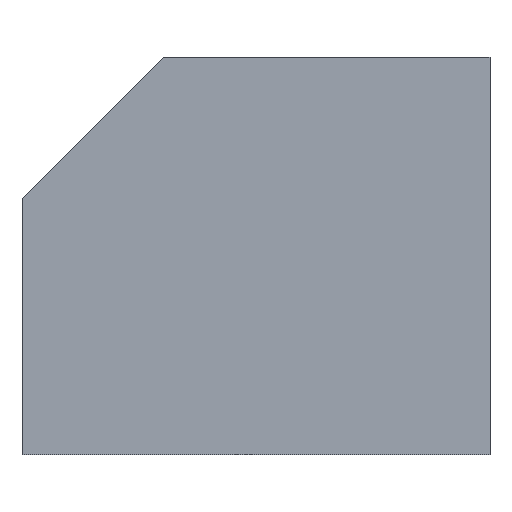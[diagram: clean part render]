
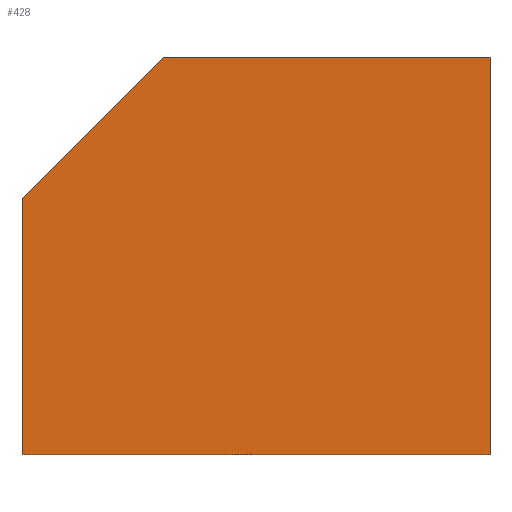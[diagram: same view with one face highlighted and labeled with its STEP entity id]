
A CAD part, front view. The second image highlights one B-rep face of the part: STEP entity #428.
In plain terms, the highlighted planar face has unit normal (0, -1, 0).
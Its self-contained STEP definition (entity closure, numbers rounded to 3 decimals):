
#13 = CARTESIAN_POINT ( 'NONE',  ( 22., 0., 62. ) ) ;
#14 = VERTEX_POINT ( 'NONE', #312 ) ;
#34 = CARTESIAN_POINT ( 'NONE',  ( 73., 0., 62. ) ) ;
#36 = LINE ( 'NONE', #13, #305 ) ;
#51 = LINE ( 'NONE', #34, #345 ) ;
#65 = VECTOR ( 'NONE', #100, 1000. ) ;
#76 = CARTESIAN_POINT ( 'NONE',  ( 0., 0., 0. ) ) ;
#89 = ORIENTED_EDGE ( 'NONE', *, *, #389, .F. ) ;
#99 = EDGE_CURVE ( 'NONE', #517, #452, #106, .T. ) ;
#100 = DIRECTION ( 'NONE',  ( 0., 0., -1. ) ) ;
#106 = LINE ( 'NONE', #193, #65 ) ;
#114 = VERTEX_POINT ( 'NONE', #145 ) ;
#144 = EDGE_CURVE ( 'NONE', #14, #517, #36, .T. ) ;
#145 = CARTESIAN_POINT ( 'NONE',  ( 73., 0., 0. ) ) ;
#152 = EDGE_CURVE ( 'NONE', #452, #114, #501, .T. ) ;
#171 = CARTESIAN_POINT ( 'NONE',  ( 0., 0., 62. ) ) ;
#193 = CARTESIAN_POINT ( 'NONE',  ( 0., 0., 62. ) ) ;
#217 = ORIENTED_EDGE ( 'NONE', *, *, #339, .F. ) ;
#220 = LINE ( 'NONE', #423, #282 ) ;
#224 = VERTEX_POINT ( 'NONE', #494 ) ;
#255 = DIRECTION ( 'NONE',  ( 1., 0., 0. ) ) ;
#282 = VECTOR ( 'NONE', #255, 1000. ) ;
#293 = DIRECTION ( 'NONE',  ( 0., 0., 1. ) ) ;
#299 = ORIENTED_EDGE ( 'NONE', *, *, #144, .T. ) ;
#305 = VECTOR ( 'NONE', #532, 1000. ) ;
#312 = CARTESIAN_POINT ( 'NONE',  ( 22., 0., 62. ) ) ;
#339 = EDGE_CURVE ( 'NONE', #224, #114, #51, .T. ) ;
#345 = VECTOR ( 'NONE', #415, 1000. ) ;
#364 = DIRECTION ( 'NONE',  ( 1., 0., 0. ) ) ;
#388 = VECTOR ( 'NONE', #364, 1000. ) ;
#389 = EDGE_CURVE ( 'NONE', #14, #224, #220, .T. ) ;
#415 = DIRECTION ( 'NONE',  ( 0., 0., -1. ) ) ;
#420 = PLANE ( 'NONE',  #518 ) ;
#423 = CARTESIAN_POINT ( 'NONE',  ( 0., 0., 62. ) ) ;
#424 = ORIENTED_EDGE ( 'NONE', *, *, #152, .T. ) ;
#427 = FACE_OUTER_BOUND ( 'NONE', #457, .T. ) ;
#428 = ADVANCED_FACE ( 'NONE', ( #427 ), #420, .F. ) ;
#452 = VERTEX_POINT ( 'NONE', #76 ) ;
#454 = CARTESIAN_POINT ( 'NONE',  ( 0., 0., 0. ) ) ;
#457 = EDGE_LOOP ( 'NONE', ( #89, #299, #479, #424, #217 ) ) ;
#479 = ORIENTED_EDGE ( 'NONE', *, *, #99, .T. ) ;
#494 = CARTESIAN_POINT ( 'NONE',  ( 73., 0., 62. ) ) ;
#501 = LINE ( 'NONE', #454, #388 ) ;
#509 = DIRECTION ( 'NONE',  ( 0., 1., 0. ) ) ;
#517 = VERTEX_POINT ( 'NONE', #546 ) ;
#518 = AXIS2_PLACEMENT_3D ( 'NONE', #171, #509, #293 ) ;
#532 = DIRECTION ( 'NONE',  ( -0.707, 0., -0.707 ) ) ;
#546 = CARTESIAN_POINT ( 'NONE',  ( 0., 0., 40. ) ) ;
